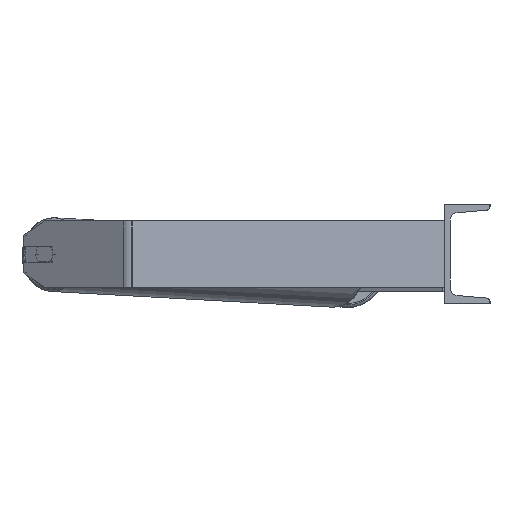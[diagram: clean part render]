
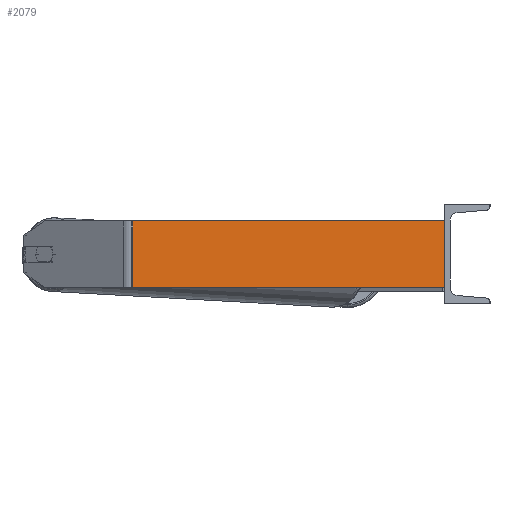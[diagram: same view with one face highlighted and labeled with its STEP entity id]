
A CAD part, left-side view. The second image highlights one B-rep face of the part: STEP entity #2079.
In plain terms, the highlighted planar face has unit normal (-0.996, -0.087, 0).
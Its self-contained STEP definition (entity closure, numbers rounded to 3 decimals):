
#428 = EDGE_CURVE ( 'NONE', #3482, #1312, #8268, .T. ) ;
#585 = CARTESIAN_POINT ( 'NONE',  ( -917.911, 376.171, -40. ) ) ;
#636 = EDGE_LOOP ( 'NONE', ( #2316, #3568, #8493, #5952 ) ) ;
#769 = AXIS2_PLACEMENT_3D ( 'NONE', #4636, #8993, #9087 ) ;
#894 = EDGE_CURVE ( 'NONE', #6905, #3482, #1924, .T. ) ;
#1312 = VERTEX_POINT ( 'NONE', #6497 ) ;
#1924 = LINE ( 'NONE', #3357, #7091 ) ;
#2079 = ADVANCED_FACE ( 'NONE', ( #6021 ), #5981, .F. ) ;
#2089 = EDGE_CURVE ( 'NONE', #6905, #8827, #6301, .T. ) ;
#2289 = EDGE_CURVE ( 'NONE', #8827, #1312, #2499, .T. ) ;
#2316 = ORIENTED_EDGE ( 'NONE', *, *, #428, .T. ) ;
#2457 = DIRECTION ( 'NONE',  ( 0.087, -0.996, 0. ) ) ;
#2499 = LINE ( 'NONE', #5305, #6823 ) ;
#3309 = CARTESIAN_POINT ( 'NONE',  ( -918.418, 381.972, 40. ) ) ;
#3357 = CARTESIAN_POINT ( 'NONE',  ( -917.911, 376.171, 40. ) ) ;
#3482 = VERTEX_POINT ( 'NONE', #585 ) ;
#3553 = VECTOR ( 'NONE', #7664, 1000. ) ;
#3568 = ORIENTED_EDGE ( 'NONE', *, *, #2289, .F. ) ;
#3655 = DIRECTION ( 'NONE',  ( 0., 0., -1. ) ) ;
#4636 = CARTESIAN_POINT ( 'NONE',  ( -918.418, 381.972, 40. ) ) ;
#5001 = VECTOR ( 'NONE', #2457, 1000. ) ;
#5305 = CARTESIAN_POINT ( 'NONE',  ( -885., 0., 40. ) ) ;
#5952 = ORIENTED_EDGE ( 'NONE', *, *, #894, .T. ) ;
#5981 = PLANE ( 'NONE',  #769 ) ;
#6021 = FACE_OUTER_BOUND ( 'NONE', #636, .T. ) ;
#6214 = DIRECTION ( 'NONE',  ( 0., 0., -1. ) ) ;
#6274 = CARTESIAN_POINT ( 'NONE',  ( -885., 0., 40. ) ) ;
#6301 = LINE ( 'NONE', #3309, #3553 ) ;
#6497 = CARTESIAN_POINT ( 'NONE',  ( -885., 0., -40. ) ) ;
#6823 = VECTOR ( 'NONE', #3655, 1000. ) ;
#6905 = VERTEX_POINT ( 'NONE', #7149 ) ;
#7091 = VECTOR ( 'NONE', #6214, 1000. ) ;
#7149 = CARTESIAN_POINT ( 'NONE',  ( -917.911, 376.171, 40. ) ) ;
#7664 = DIRECTION ( 'NONE',  ( 0.087, -0.996, 0. ) ) ;
#8220 = CARTESIAN_POINT ( 'NONE',  ( -918.418, 381.972, -40. ) ) ;
#8268 = LINE ( 'NONE', #8220, #5001 ) ;
#8493 = ORIENTED_EDGE ( 'NONE', *, *, #2089, .F. ) ;
#8827 = VERTEX_POINT ( 'NONE', #6274 ) ;
#8993 = DIRECTION ( 'NONE',  ( 0.996, 0.087, 0. ) ) ;
#9087 = DIRECTION ( 'NONE',  ( -0.087, 0.996, 0. ) ) ;
